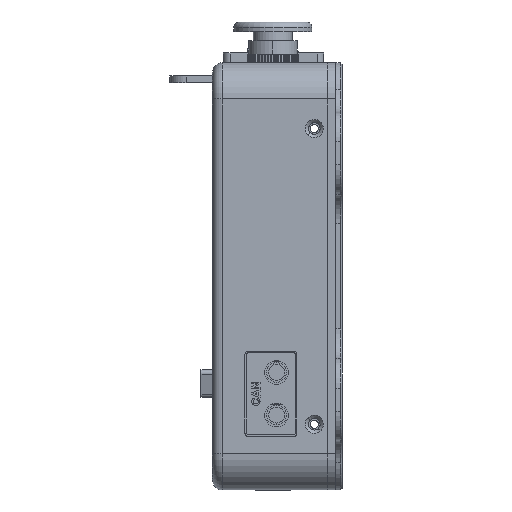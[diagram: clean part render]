
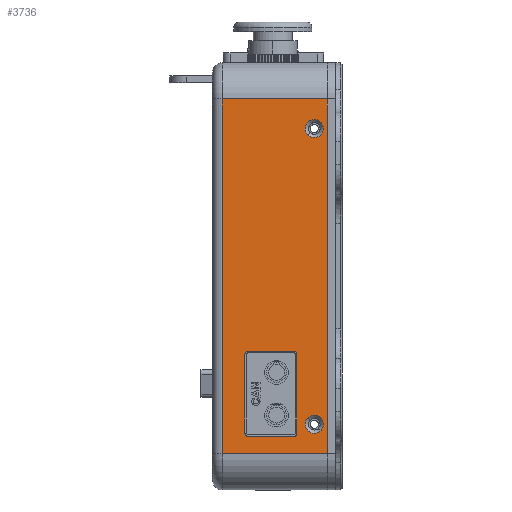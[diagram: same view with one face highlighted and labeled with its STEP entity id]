
A CAD part, left-side view. The second image highlights one B-rep face of the part: STEP entity #3736.
In plain terms, the highlighted face is planar.
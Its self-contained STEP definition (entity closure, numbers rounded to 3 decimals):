
#525 = EDGE_LOOP ( 'NONE', ( #17797, #11888, #61891, #50021, #56281, #19170, #47304, #27099 ) ) ;
#2066 = LINE ( 'NONE', #49974, #36387 ) ;
#2437 = VERTEX_POINT ( 'NONE', #59823 ) ;
#2845 = EDGE_CURVE ( 'NONE', #14136, #28703, #60673, .T. ) ;
#2894 = PLANE ( 'NONE',  #60045 ) ;
#3509 = DIRECTION ( 'NONE',  ( 1., 0., 0. ) ) ;
#3736 = ADVANCED_FACE ( 'NONE', ( #30025, #56028, #4058, #54469 ), #2894, .F. ) ;
#4058 = FACE_BOUND ( 'NONE', #6391, .T. ) ;
#4307 = VECTOR ( 'NONE', #23846, 1000. ) ;
#4734 = LINE ( 'NONE', #39755, #40669 ) ;
#5041 = ORIENTED_EDGE ( 'NONE', *, *, #50400, .T. ) ;
#5622 = EDGE_CURVE ( 'NONE', #36783, #26148, #41156, .T. ) ;
#5774 = VECTOR ( 'NONE', #21852, 1000. ) ;
#6036 = CARTESIAN_POINT ( 'NONE',  ( 63., 35., -54. ) ) ;
#6391 = EDGE_LOOP ( 'NONE', ( #5041, #45718 ) ) ;
#6429 = ORIENTED_EDGE ( 'NONE', *, *, #24506, .F. ) ;
#6434 = DIRECTION ( 'NONE',  ( 1., 0., 0. ) ) ;
#7221 = CARTESIAN_POINT ( 'NONE',  ( 63., 24.687, -22.7 ) ) ;
#7751 = VERTEX_POINT ( 'NONE', #28901 ) ;
#9385 = AXIS2_PLACEMENT_3D ( 'NONE', #42496, #13267, #47420 ) ;
#9920 = ORIENTED_EDGE ( 'NONE', *, *, #46535, .T. ) ;
#10474 = DIRECTION ( 'NONE',  ( 0., -1., 0. ) ) ;
#10671 = VECTOR ( 'NONE', #42188, 1000. ) ;
#11616 = DIRECTION ( 'NONE',  ( -1., 0., 0. ) ) ;
#11888 = ORIENTED_EDGE ( 'NONE', *, *, #5622, .F. ) ;
#12717 = CARTESIAN_POINT ( 'NONE',  ( 63., 35., 65. ) ) ;
#12759 = CARTESIAN_POINT ( 'NONE',  ( 63., 9.9, -47.7 ) ) ;
#13267 = DIRECTION ( 'NONE',  ( 1., 0., 0. ) ) ;
#13435 = DIRECTION ( 'NONE',  ( 1., 0., 0. ) ) ;
#13774 = CIRCLE ( 'NONE', #9385, 1. ) ;
#14136 = VERTEX_POINT ( 'NONE', #31514 ) ;
#14519 = CARTESIAN_POINT ( 'NONE',  ( 63., 28.954, -43.162 ) ) ;
#15729 = CIRCLE ( 'NONE', #40548, 1. ) ;
#15838 = CARTESIAN_POINT ( 'NONE',  ( 63., 3., -54. ) ) ;
#16003 = ORIENTED_EDGE ( 'NONE', *, *, #49601, .F. ) ;
#16367 = AXIS2_PLACEMENT_3D ( 'NONE', #35663, #6434, #40602 ) ;
#16522 = CARTESIAN_POINT ( 'NONE',  ( 63., 25.687, -47.7 ) ) ;
#16855 = DIRECTION ( 'NONE',  ( 1., 0., 0. ) ) ;
#16942 = CARTESIAN_POINT ( 'NONE',  ( 63., 3., 65. ) ) ;
#17090 = CARTESIAN_POINT ( 'NONE',  ( 63., 10.9, -23.7 ) ) ;
#17312 = LINE ( 'NONE', #43301, #4307 ) ;
#17797 = ORIENTED_EDGE ( 'NONE', *, *, #25273, .F. ) ;
#17959 = CARTESIAN_POINT ( 'NONE',  ( 63., 3., 54. ) ) ;
#19170 = ORIENTED_EDGE ( 'NONE', *, *, #53800, .F. ) ;
#20154 = VECTOR ( 'NONE', #39400, 1000. ) ;
#20571 = CIRCLE ( 'NONE', #41600, 2.75 ) ;
#21852 = DIRECTION ( 'NONE',  ( 0., 0., -1. ) ) ;
#21978 = DIRECTION ( 'NONE',  ( 0., 0., -1. ) ) ;
#22361 = CARTESIAN_POINT ( 'NONE',  ( 63., 35., 65. ) ) ;
#22484 = DIRECTION ( 'NONE',  ( 0., 0., 1. ) ) ;
#23846 = DIRECTION ( 'NONE',  ( 0., 1., 0. ) ) ;
#24506 = EDGE_CURVE ( 'NONE', #14136, #33739, #42766, .T. ) ;
#25273 = EDGE_CURVE ( 'NONE', #26148, #7751, #44136, .T. ) ;
#25405 = DIRECTION ( 'NONE',  ( 0., 1., 0. ) ) ;
#25586 = AXIS2_PLACEMENT_3D ( 'NONE', #46129, #16855, #51023 ) ;
#26132 = DIRECTION ( 'NONE',  ( -1., 0., 0. ) ) ;
#26148 = VERTEX_POINT ( 'NONE', #62644 ) ;
#26185 = ORIENTED_EDGE ( 'NONE', *, *, #2845, .T. ) ;
#27099 = ORIENTED_EDGE ( 'NONE', *, *, #45189, .F. ) ;
#28151 = CARTESIAN_POINT ( 'NONE',  ( 63., 33.046, -46.838 ) ) ;
#28703 = VERTEX_POINT ( 'NONE', #17959 ) ;
#28901 = CARTESIAN_POINT ( 'NONE',  ( 63., 25.687, -23.7 ) ) ;
#29052 = AXIS2_PLACEMENT_3D ( 'NONE', #55393, #26132, #60305 ) ;
#29906 = EDGE_CURVE ( 'NONE', #39232, #41052, #4734, .T. ) ;
#30025 = FACE_BOUND ( 'NONE', #525, .T. ) ;
#30092 = CARTESIAN_POINT ( 'NONE',  ( 63., 10.9, -48.7 ) ) ;
#31514 = CARTESIAN_POINT ( 'NONE',  ( 63., 35., 54. ) ) ;
#32759 = CARTESIAN_POINT ( 'NONE',  ( 63., 10.9, -47.7 ) ) ;
#33128 = VERTEX_POINT ( 'NONE', #34940 ) ;
#33446 = EDGE_CURVE ( 'NONE', #2437, #33128, #38200, .T. ) ;
#33645 = CARTESIAN_POINT ( 'NONE',  ( 63., 35., 54. ) ) ;
#33739 = VERTEX_POINT ( 'NONE', #6036 ) ;
#34940 = CARTESIAN_POINT ( 'NONE',  ( 63., 9.9, -47.7 ) ) ;
#35321 = EDGE_LOOP ( 'NONE', ( #48995, #16003 ) ) ;
#35663 = CARTESIAN_POINT ( 'NONE',  ( 63., 24.687, -47.7 ) ) ;
#35954 = AXIS2_PLACEMENT_3D ( 'NONE', #32759, #3509, #37656 ) ;
#36273 = EDGE_CURVE ( 'NONE', #36901, #55759, #54761, .T. ) ;
#36387 = VECTOR ( 'NONE', #25405, 1000. ) ;
#36783 = VERTEX_POINT ( 'NONE', #43858 ) ;
#36901 = VERTEX_POINT ( 'NONE', #40398 ) ;
#37656 = DIRECTION ( 'NONE',  ( 0., 0., 1. ) ) ;
#38072 = EDGE_CURVE ( 'NONE', #62942, #59361, #60473, .T. ) ;
#38200 = LINE ( 'NONE', #12759, #10671 ) ;
#38317 = EDGE_LOOP ( 'NONE', ( #26185, #62461, #9920, #6429 ) ) ;
#39232 = VERTEX_POINT ( 'NONE', #7221 ) ;
#39400 = DIRECTION ( 'NONE',  ( 0., -1., 0. ) ) ;
#39755 = CARTESIAN_POINT ( 'NONE',  ( 63., 10.9, -22.7 ) ) ;
#40398 = CARTESIAN_POINT ( 'NONE',  ( 63., 33.046, 46.838 ) ) ;
#40548 = AXIS2_PLACEMENT_3D ( 'NONE', #17090, #51264, #21978 ) ;
#40602 = DIRECTION ( 'NONE',  ( 0., 0., -1. ) ) ;
#40669 = VECTOR ( 'NONE', #10474, 1000. ) ;
#40876 = CARTESIAN_POINT ( 'NONE',  ( 63., 31., -45. ) ) ;
#41052 = VERTEX_POINT ( 'NONE', #56944 ) ;
#41156 = CIRCLE ( 'NONE', #16367, 1. ) ;
#41600 = AXIS2_PLACEMENT_3D ( 'NONE', #40876, #11616, #45806 ) ;
#42188 = DIRECTION ( 'NONE',  ( 0., 0., -1. ) ) ;
#42496 = CARTESIAN_POINT ( 'NONE',  ( 63., 24.687, -23.7 ) ) ;
#42671 = CARTESIAN_POINT ( 'NONE',  ( 63., 31., 45. ) ) ;
#42766 = LINE ( 'NONE', #22361, #52713 ) ;
#43301 = CARTESIAN_POINT ( 'NONE',  ( 63., 35., -54. ) ) ;
#43858 = CARTESIAN_POINT ( 'NONE',  ( 63., 24.687, -48.7 ) ) ;
#44136 = LINE ( 'NONE', #16522, #55601 ) ;
#44753 = EDGE_CURVE ( 'NONE', #33128, #56591, #58188, .T. ) ;
#45189 = EDGE_CURVE ( 'NONE', #7751, #39232, #13774, .T. ) ;
#45193 = AXIS2_PLACEMENT_3D ( 'NONE', #42671, #13435, #47594 ) ;
#45718 = ORIENTED_EDGE ( 'NONE', *, *, #38072, .T. ) ;
#45806 = DIRECTION ( 'NONE',  ( 0., 0., 1. ) ) ;
#46129 = CARTESIAN_POINT ( 'NONE',  ( 63., 31., 45. ) ) ;
#46338 = LINE ( 'NONE', #16942, #5774 ) ;
#46535 = EDGE_CURVE ( 'NONE', #58763, #33739, #17312, .T. ) ;
#46746 = DIRECTION ( 'NONE',  ( 0., 0., -1. ) ) ;
#47304 = ORIENTED_EDGE ( 'NONE', *, *, #29906, .F. ) ;
#47420 = DIRECTION ( 'NONE',  ( 0., 0., -1. ) ) ;
#47594 = DIRECTION ( 'NONE',  ( 0., 0., -1. ) ) ;
#48995 = ORIENTED_EDGE ( 'NONE', *, *, #36273, .F. ) ;
#49601 = EDGE_CURVE ( 'NONE', #55759, #36901, #53621, .T. ) ;
#49974 = CARTESIAN_POINT ( 'NONE',  ( 63., 10.9, -48.7 ) ) ;
#50021 = ORIENTED_EDGE ( 'NONE', *, *, #44753, .F. ) ;
#50400 = EDGE_CURVE ( 'NONE', #59361, #62942, #20571, .T. ) ;
#51023 = DIRECTION ( 'NONE',  ( 0., 0., -1. ) ) ;
#51264 = DIRECTION ( 'NONE',  ( 1., 0., 0. ) ) ;
#51777 = DIRECTION ( 'NONE',  ( -1., 0., 0. ) ) ;
#52713 = VECTOR ( 'NONE', #46746, 1000. ) ;
#53621 = CIRCLE ( 'NONE', #25586, 2.75 ) ;
#53643 = EDGE_CURVE ( 'NONE', #56591, #36783, #2066, .T. ) ;
#53800 = EDGE_CURVE ( 'NONE', #41052, #2437, #15729, .T. ) ;
#54469 = FACE_OUTER_BOUND ( 'NONE', #38317, .T. ) ;
#54761 = CIRCLE ( 'NONE', #45193, 2.75 ) ;
#55393 = CARTESIAN_POINT ( 'NONE',  ( 63., 31., -45. ) ) ;
#55601 = VECTOR ( 'NONE', #55607, 1000. ) ;
#55607 = DIRECTION ( 'NONE',  ( 0., 0., 1. ) ) ;
#55759 = VERTEX_POINT ( 'NONE', #56913 ) ;
#56028 = FACE_BOUND ( 'NONE', #35321, .T. ) ;
#56281 = ORIENTED_EDGE ( 'NONE', *, *, #33446, .F. ) ;
#56591 = VERTEX_POINT ( 'NONE', #30092 ) ;
#56913 = CARTESIAN_POINT ( 'NONE',  ( 63., 28.954, 43.162 ) ) ;
#56944 = CARTESIAN_POINT ( 'NONE',  ( 63., 10.9, -22.7 ) ) ;
#58188 = CIRCLE ( 'NONE', #35954, 1. ) ;
#58763 = VERTEX_POINT ( 'NONE', #15838 ) ;
#59361 = VERTEX_POINT ( 'NONE', #28151 ) ;
#59823 = CARTESIAN_POINT ( 'NONE',  ( 63., 9.9, -23.7 ) ) ;
#60045 = AXIS2_PLACEMENT_3D ( 'NONE', #12717, #51777, #22484 ) ;
#60305 = DIRECTION ( 'NONE',  ( 0., 0., 1. ) ) ;
#60473 = CIRCLE ( 'NONE', #29052, 2.75 ) ;
#60673 = LINE ( 'NONE', #33645, #20154 ) ;
#61483 = EDGE_CURVE ( 'NONE', #28703, #58763, #46338, .T. ) ;
#61891 = ORIENTED_EDGE ( 'NONE', *, *, #53643, .F. ) ;
#62461 = ORIENTED_EDGE ( 'NONE', *, *, #61483, .T. ) ;
#62644 = CARTESIAN_POINT ( 'NONE',  ( 63., 25.687, -47.7 ) ) ;
#62942 = VERTEX_POINT ( 'NONE', #14519 ) ;
